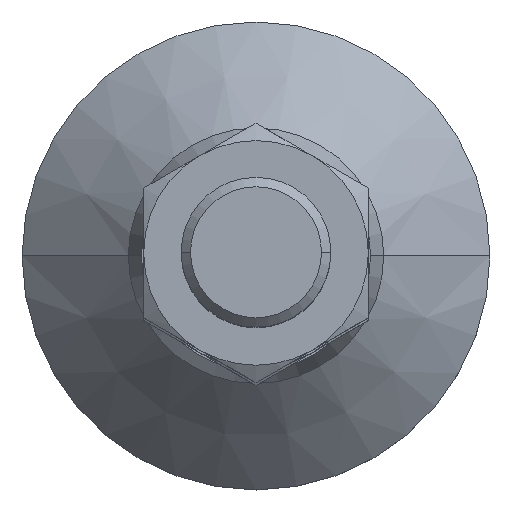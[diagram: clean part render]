
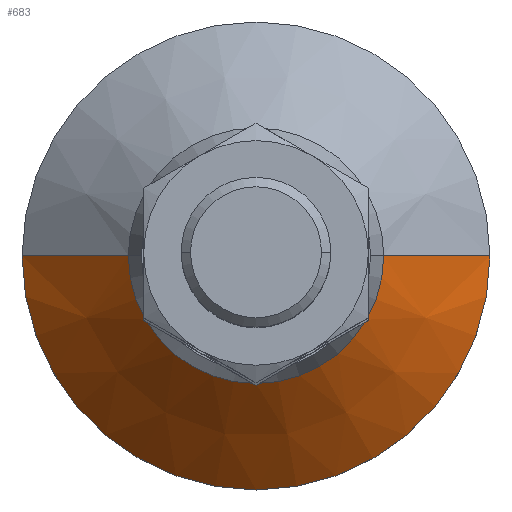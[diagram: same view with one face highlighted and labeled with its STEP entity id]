
A CAD part, top view. The second image highlights one B-rep face of the part: STEP entity #683.
In plain terms, the highlighted conical face has half-angle 45 degrees and reference radius 19.325 mm.
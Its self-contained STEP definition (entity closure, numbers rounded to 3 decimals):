
#399=VERTEX_POINT('',#1052);
#449=VERTEX_POINT('',#1107);
#581=EDGE_CURVE('',#849,#591,#1250,.T.);
#591=VERTEX_POINT('',#1263);
#645=EDGE_CURVE('',#399,#449,#1324,.T.);
#683=ADVANCED_FACE('',(#1370),#1371,.T.);
#719=EDGE_CURVE('',#399,#591,#1414,.T.);
#827=EDGE_CURVE('',#449,#849,#1537,.T.);
#849=VERTEX_POINT('',#1559);
#1052=CARTESIAN_POINT('',(25.0,0.,7.));
#1107=CARTESIAN_POINT('',(13.65,0.,18.35));
#1250=LINE('',#2151,#2152);
#1263=CARTESIAN_POINT('',(-25.0,0.,7.));
#1324=LINE('',#2272,#2273);
#1370=FACE_OUTER_BOUND('',#2335,.T.);
#1371=CONICAL_SURFACE('',#2336,19.325,0.785);
#1414=CIRCLE('',#2413,25.0);
#1537=CIRCLE('',#2707,13.65);
#1559=CARTESIAN_POINT('',(-13.65,0.,18.35));
#2151=CARTESIAN_POINT('',(-19.325,0.,12.675));
#2152=VECTOR('',#3312,1.0);
#2272=CARTESIAN_POINT('',(19.325,0.,12.675));
#2273=VECTOR('',#3420,1.0);
#2335=EDGE_LOOP('',(#3494,#3495,#3496,#3497));
#2336=AXIS2_PLACEMENT_3D('',#3498,#3499,#3500);
#2413=AXIS2_PLACEMENT_3D('',#3563,#3564,#3565);
#2707=AXIS2_PLACEMENT_3D('',#3705,#3706,#3707);
#3312=DIRECTION('',(-0.707,0.,-0.707));
#3420=DIRECTION('',(-0.707,0.,0.707));
#3494=ORIENTED_EDGE('',*,*,#581,.T.);
#3495=ORIENTED_EDGE('',*,*,#719,.F.);
#3496=ORIENTED_EDGE('',*,*,#645,.T.);
#3497=ORIENTED_EDGE('',*,*,#827,.T.);
#3498=CARTESIAN_POINT('',(0.0,0.,12.675));
#3499=DIRECTION('',(-0.0,-0.0,-1.0));
#3500=DIRECTION('',(-1.0,0.,0.0));
#3563=CARTESIAN_POINT('',(0.0,0.,7.));
#3564=DIRECTION('',(-0.0,0.0,-1.0));
#3565=DIRECTION('',(-1.0,0.,0.0));
#3705=CARTESIAN_POINT('',(0.0,0.,18.35));
#3706=DIRECTION('',(-0.0,0.0,-1.0));
#3707=DIRECTION('',(-1.0,0.,0.0));
